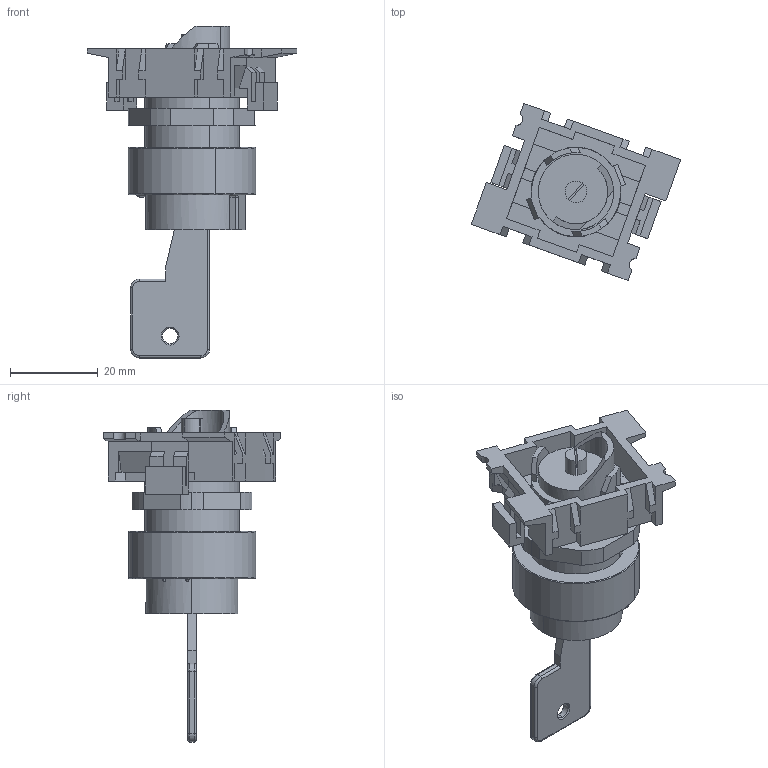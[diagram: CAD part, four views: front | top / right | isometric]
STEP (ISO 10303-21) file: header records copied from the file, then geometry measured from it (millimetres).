
FILE_DESCRIPTION (( 'STEP AP214' ), '1' );
FILE_NAME ('08.537.0.STEP', '2016-08-03T12:48:20', ( '' ), ( '' ), 'SwSTEP 2.0', 'SolidWorks 2016', '' );
FILE_SCHEMA (( 'AUTOMOTIVE_DESIGN' ));
Length unit declared in the file: millimetre
Products named in the file (1): 08.537.0
Bounding box: 47.77 x 40.38 x 75.7 mm (x, y, z)
Volume: 20065.9 mm3; surface area: 17207.3 mm2
Topology: 4 solids, 4 shells, 354 faces, 962 edges, 623 vertices
Faces by surface type: plane 255, cylinder 79, torus 14, cone 4, bspline 2
Entity records: 14677 total; most frequent: CARTESIAN_POINT 2072, ORIENTED_EDGE 1924, DIRECTION 1850, EDGE_CURVE 962, LINE 728, VECTOR 728, VERTEX_POINT 623, AXIS2_PLACEMENT_3D 561
